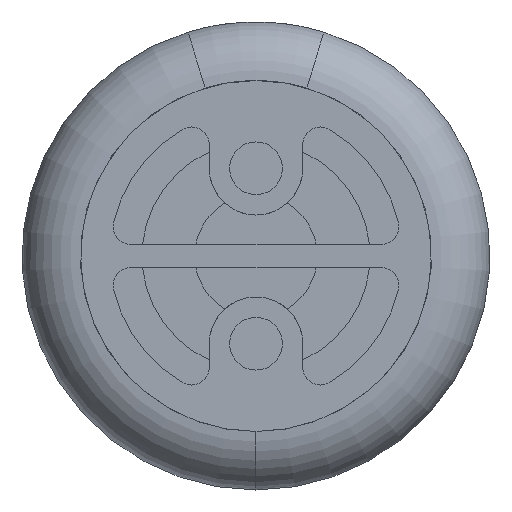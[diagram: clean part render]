
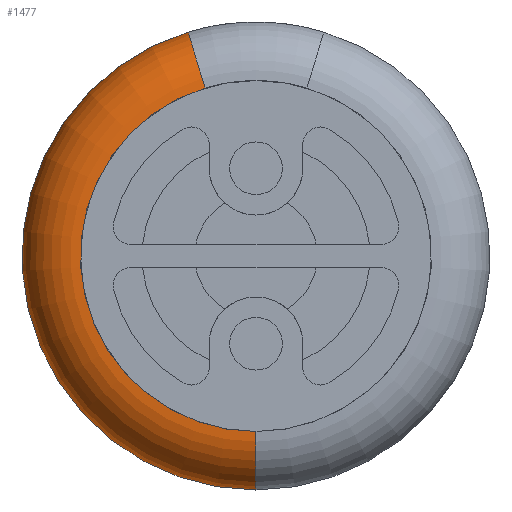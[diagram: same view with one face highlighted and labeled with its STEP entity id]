
A CAD part, front view. The second image highlights one B-rep face of the part: STEP entity #1477.
In plain terms, the highlighted toroidal (fillet/blend) face has major radius 1.5 mm and minor radius 0.5 mm.
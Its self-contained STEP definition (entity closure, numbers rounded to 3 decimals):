
#541 = CIRCLE ( 'NONE', #2000, 2. ) ;
#543 = CIRCLE ( 'NONE', #2010, 0.5 ) ;
#551 = CIRCLE ( 'NONE', #2008, 1.5 ) ;
#554 = CIRCLE ( 'NONE', #2018, 0.5 ) ;
#595 = TOROIDAL_SURFACE ( 'NONE', #2053, 1.5, 0.5 ) ;
#1435 = EDGE_CURVE ( 'NONE', #3597, #3596, #541, .T. ) ;
#1439 = EDGE_CURVE ( 'NONE', #3550, #3597, #543, .T. ) ;
#1444 = EDGE_CURVE ( 'NONE', #3550, #3555, #551, .T. ) ;
#1451 = EDGE_CURVE ( 'NONE', #3596, #3555, #554, .T. ) ;
#1477 = ADVANCED_FACE ( 'NONE', ( #2047 ), #595, .T. ) ;
#2000 = AXIS2_PLACEMENT_3D ( 'NONE', #4682, #4689, #4690 ) ;
#2008 = AXIS2_PLACEMENT_3D ( 'NONE', #4719, #4720, #4721 ) ;
#2010 = AXIS2_PLACEMENT_3D ( 'NONE', #4697, #4704, #4705 ) ;
#2018 = AXIS2_PLACEMENT_3D ( 'NONE', #4743, #4744, #4745 ) ;
#2047 = FACE_OUTER_BOUND ( 'NONE', #3778, .T. ) ;
#2053 = AXIS2_PLACEMENT_3D ( 'NONE', #2535, #2536, #2537 ) ;
#2259 = CARTESIAN_POINT ( 'NONE',  ( -0.435, 0., 1.436 ) ) ;
#2264 = CARTESIAN_POINT ( 'NONE',  ( 0., 0., -1.5 ) ) ;
#2305 = CARTESIAN_POINT ( 'NONE',  ( 0., 0.5, -2. ) ) ;
#2306 = CARTESIAN_POINT ( 'NONE',  ( -0.58, 0.5, 1.914 ) ) ;
#2535 = CARTESIAN_POINT ( 'NONE',  ( 0., 0.5, 0. ) ) ;
#2536 = DIRECTION ( 'NONE',  ( 0., -1., 0. ) ) ;
#2537 = DIRECTION ( 'NONE',  ( 0., 0., -1. ) ) ;
#3419 = ORIENTED_EDGE ( 'NONE', *, *, #1435, .T. ) ;
#3424 = ORIENTED_EDGE ( 'NONE', *, *, #1439, .T. ) ;
#3440 = ORIENTED_EDGE ( 'NONE', *, *, #1444, .F. ) ;
#3447 = ORIENTED_EDGE ( 'NONE', *, *, #1451, .T. ) ;
#3550 = VERTEX_POINT ( 'NONE', #2259 ) ;
#3555 = VERTEX_POINT ( 'NONE', #2264 ) ;
#3596 = VERTEX_POINT ( 'NONE', #2305 ) ;
#3597 = VERTEX_POINT ( 'NONE', #2306 ) ;
#3778 = EDGE_LOOP ( 'NONE', ( #3419, #3447, #3440, #3424 ) ) ;
#4682 = CARTESIAN_POINT ( 'NONE',  ( 0., 0.5, 0. ) ) ;
#4689 = DIRECTION ( 'NONE',  ( 0., -1., 0. ) ) ;
#4690 = DIRECTION ( 'NONE',  ( 0., 0., -1. ) ) ;
#4697 = CARTESIAN_POINT ( 'NONE',  ( -0.435, 0.5, 1.436 ) ) ;
#4704 = DIRECTION ( 'NONE',  ( -0.957, 0., -0.29 ) ) ;
#4705 = DIRECTION ( 'NONE',  ( 0.29, 0., -0.957 ) ) ;
#4719 = CARTESIAN_POINT ( 'NONE',  ( 0., 0., 0. ) ) ;
#4720 = DIRECTION ( 'NONE',  ( 0., -1., 0. ) ) ;
#4721 = DIRECTION ( 'NONE',  ( 0., 0., -1. ) ) ;
#4743 = CARTESIAN_POINT ( 'NONE',  ( 0., 0.5, -1.5 ) ) ;
#4744 = DIRECTION ( 'NONE',  ( -1., 0., 0. ) ) ;
#4745 = DIRECTION ( 'NONE',  ( 0., 0., 1. ) ) ;
